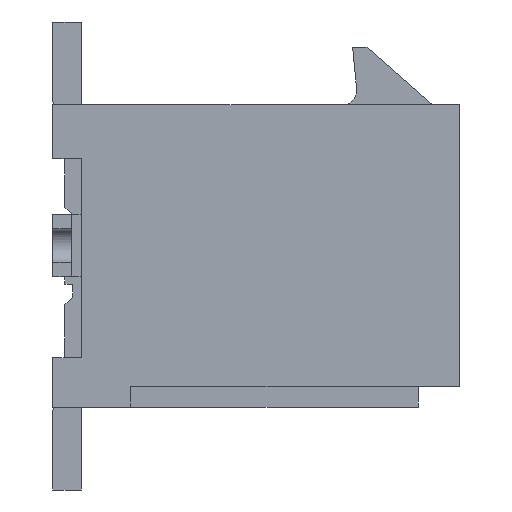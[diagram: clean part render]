
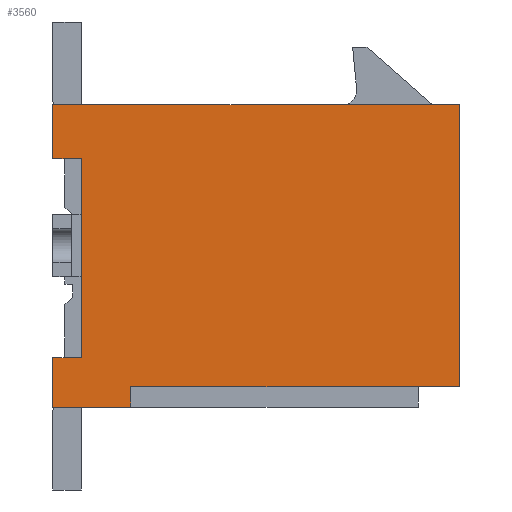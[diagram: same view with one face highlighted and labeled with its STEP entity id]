
A CAD part, left-side view. The second image highlights one B-rep face of the part: STEP entity #3560.
In plain terms, the highlighted planar face has unit normal (-1, 0, 0).
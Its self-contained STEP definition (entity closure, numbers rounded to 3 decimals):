
#399=ORIENTED_EDGE('',*,*,#1294,.F.);
#400=ORIENTED_EDGE('',*,*,#1292,.F.);
#401=ORIENTED_EDGE('',*,*,#1372,.F.);
#402=ORIENTED_EDGE('',*,*,#1373,.F.);
#403=ORIENTED_EDGE('',*,*,#1361,.T.);
#404=ORIENTED_EDGE('',*,*,#1146,.T.);
#405=ORIENTED_EDGE('',*,*,#1374,.T.);
#406=ORIENTED_EDGE('',*,*,#1248,.F.);
#407=ORIENTED_EDGE('',*,*,#1253,.F.);
#408=ORIENTED_EDGE('',*,*,#1168,.F.);
#1146=EDGE_CURVE('',#1669,#1668,#2014,.T.);
#1168=EDGE_CURVE('',#1690,#1691,#2036,.T.);
#1248=EDGE_CURVE('',#1761,#1762,#2116,.T.);
#1253=EDGE_CURVE('',#1691,#1761,#2121,.T.);
#1292=EDGE_CURVE('',#1789,#1783,#2160,.T.);
#1294=EDGE_CURVE('',#1783,#1690,#2161,.T.);
#1361=EDGE_CURVE('',#1834,#1669,#2228,.T.);
#1372=EDGE_CURVE('',#1839,#1789,#2239,.T.);
#1373=EDGE_CURVE('',#1834,#1839,#2240,.T.);
#1374=EDGE_CURVE('',#1668,#1762,#2241,.T.);
#1668=VERTEX_POINT('',#4909);
#1669=VERTEX_POINT('',#4911);
#1690=VERTEX_POINT('',#4954);
#1691=VERTEX_POINT('',#4956);
#1761=VERTEX_POINT('',#5116);
#1762=VERTEX_POINT('',#5118);
#1783=VERTEX_POINT('',#5182);
#1789=VERTEX_POINT('',#5194);
#1834=VERTEX_POINT('',#5317);
#1839=VERTEX_POINT('',#5335);
#2014=LINE('',#4910,#2520);
#2036=LINE('',#4955,#2542);
#2116=LINE('',#5117,#2622);
#2121=LINE('',#5126,#2627);
#2160=LINE('',#5195,#2666);
#2161=LINE('',#5198,#2667);
#2228=LINE('',#5316,#2734);
#2239=LINE('',#5336,#2745);
#2240=LINE('',#5338,#2746);
#2241=LINE('',#5339,#2747);
#2520=VECTOR('',#3980,1000.);
#2542=VECTOR('',#4004,1000.);
#2622=VECTOR('',#4106,1000.);
#2627=VECTOR('',#4113,1000.);
#2666=VECTOR('',#4162,1000.);
#2667=VECTOR('',#4167,1000.);
#2734=VECTOR('',#4248,1000.);
#2745=VECTOR('',#4265,1000.);
#2746=VECTOR('',#4268,1000.);
#2747=VECTOR('',#4269,1000.);
#3033=EDGE_LOOP('',(#399,#400,#401,#402,#403,#404,#405,#406,#407,#408));
#3217=FACE_BOUND('',#3033,.T.);
#3393=PLANE('',#3774);
#3560=ADVANCED_FACE('',(#3217),#3393,.T.);
#3774=AXIS2_PLACEMENT_3D('',#5337,#4266,#4267);
#3980=DIRECTION('',(0.,0.,1.));
#4004=DIRECTION('',(0.,0.,1.));
#4106=DIRECTION('',(0.,0.,1.));
#4113=DIRECTION('',(0.,1.,0.));
#4162=DIRECTION('',(0.,0.,1.));
#4167=DIRECTION('',(0.,-1.,0.));
#4248=DIRECTION('',(0.,-1.,0.));
#4265=DIRECTION('',(0.,1.,0.));
#4266=DIRECTION('',(-1.,0.,0.));
#4267=DIRECTION('',(0.,0.,1.));
#4268=DIRECTION('',(0.,0.,-1.));
#4269=DIRECTION('',(0.,1.,0.));
#4909=CARTESIAN_POINT('',(-3.35,-4.95,3.68));
#4910=CARTESIAN_POINT('',(-3.35,-4.95,-3.68));
#4911=CARTESIAN_POINT('',(-3.35,-4.95,-3.18));
#4954=CARTESIAN_POINT('',(-3.35,4.25,-2.48));
#4955=CARTESIAN_POINT('',(-3.35,4.25,-2.48));
#4956=CARTESIAN_POINT('',(-3.35,4.25,2.37));
#5116=CARTESIAN_POINT('',(-3.35,4.95,2.37));
#5117=CARTESIAN_POINT('',(-3.35,4.95,-3.68));
#5118=CARTESIAN_POINT('',(-3.35,4.95,3.68));
#5126=CARTESIAN_POINT('',(-3.35,4.25,2.37));
#5182=CARTESIAN_POINT('',(-3.35,4.95,-2.48));
#5194=CARTESIAN_POINT('',(-3.35,4.95,-3.68));
#5195=CARTESIAN_POINT('',(-3.35,4.95,-3.68));
#5198=CARTESIAN_POINT('',(-3.35,4.95,-2.48));
#5316=CARTESIAN_POINT('',(-3.35,-4.95,-3.18));
#5317=CARTESIAN_POINT('',(-3.35,3.05,-3.18));
#5335=CARTESIAN_POINT('',(-3.35,3.05,-3.68));
#5336=CARTESIAN_POINT('',(-3.35,-4.95,-3.68));
#5337=CARTESIAN_POINT('',(-3.35,-4.95,-3.68));
#5338=CARTESIAN_POINT('',(-3.35,3.05,-3.18));
#5339=CARTESIAN_POINT('',(-3.35,-4.95,3.68));
